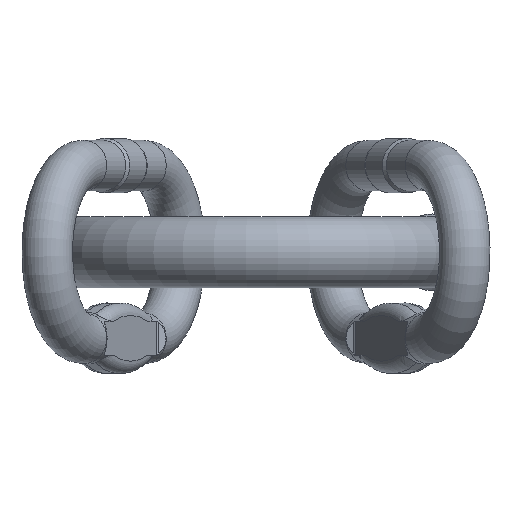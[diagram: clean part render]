
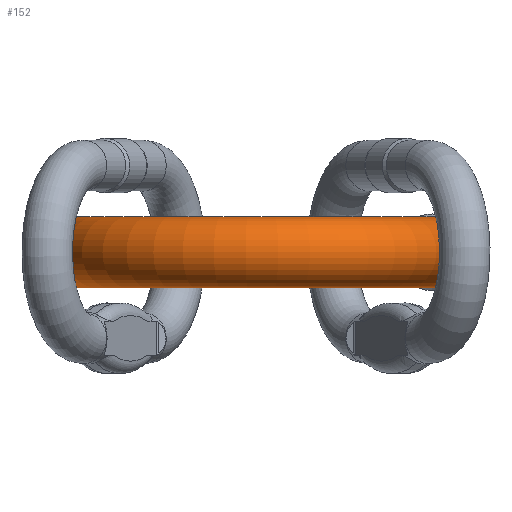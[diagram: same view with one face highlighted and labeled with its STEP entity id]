
A CAD part, front view. The second image highlights one B-rep face of the part: STEP entity #152.
In plain terms, the highlighted toroidal (fillet/blend) face has major radius 94 mm and minor radius 19 mm.
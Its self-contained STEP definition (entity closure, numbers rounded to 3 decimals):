
#130=TOROIDAL_SURFACE('',#1325,94.,19.);
#152=ADVANCED_FACE('',(#312,#313),#130,.T.);
#257=CIRCLE('',#1317,19.);
#258=CIRCLE('',#1319,19.);
#312=FACE_BOUND('',#360,.T.);
#313=FACE_BOUND('',#361,.T.);
#360=EDGE_LOOP('',(#616));
#361=EDGE_LOOP('',(#617));
#616=ORIENTED_EDGE('',*,*,#1103,.T.);
#617=ORIENTED_EDGE('',*,*,#1104,.F.);
#971=VERTEX_POINT('',#2079);
#972=VERTEX_POINT('',#2082);
#1103=EDGE_CURVE('',#971,#971,#257,.T.);
#1104=EDGE_CURVE('',#972,#972,#258,.T.);
#1317=AXIS2_PLACEMENT_3D('',#2078,#1484,#1485);
#1319=AXIS2_PLACEMENT_3D('',#2081,#1488,#1489);
#1325=AXIS2_PLACEMENT_3D('',#2091,#1500,#1501);
#1484=DIRECTION('',(0.,-1.,0.));
#1485=DIRECTION('',(0.,0.,1.));
#1488=DIRECTION('',(0.,1.,0.));
#1489=DIRECTION('',(0.,0.,1.));
#1500=DIRECTION('',(0.,0.,1.));
#1501=DIRECTION('',(1.,0.,0.));
#2078=CARTESIAN_POINT('',(-94.,-62.5,0.));
#2079=CARTESIAN_POINT('',(-94.,-62.5,19.));
#2081=CARTESIAN_POINT('',(94.,-62.5,0.));
#2082=CARTESIAN_POINT('',(94.,-62.5,19.));
#2091=CARTESIAN_POINT('',(0.,-62.5,0.));
